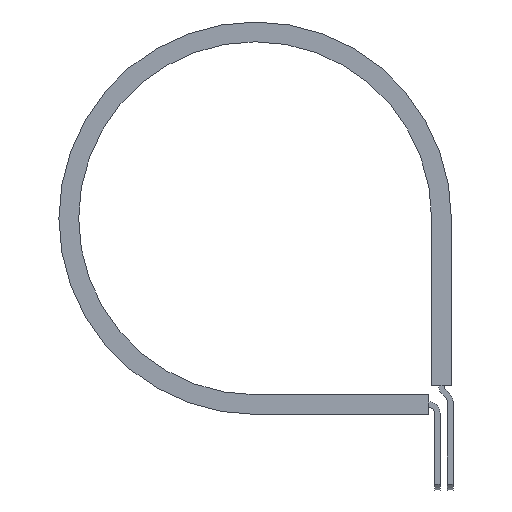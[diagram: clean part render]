
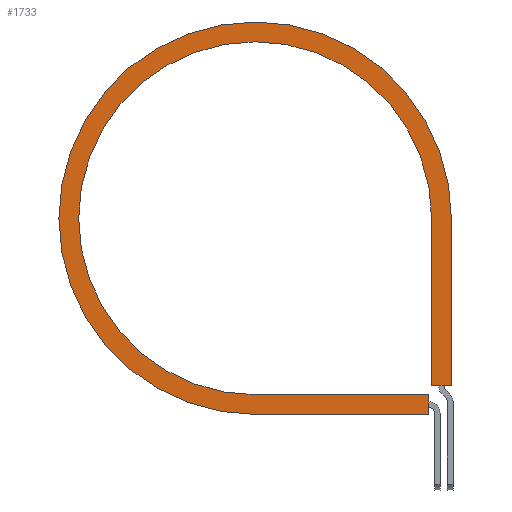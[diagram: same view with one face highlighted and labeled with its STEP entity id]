
A CAD part, front view. The second image highlights one B-rep face of the part: STEP entity #1733.
In plain terms, the highlighted planar face has unit normal (0, -1, 0).
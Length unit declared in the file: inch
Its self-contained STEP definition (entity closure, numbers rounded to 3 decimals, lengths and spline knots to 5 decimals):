
#7 = DIRECTION ( 'NONE',  ( 0., 0., 1. ) ) ;
#32 = CIRCLE ( 'NONE', #1639, 1.5 ) ;
#37 = EDGE_CURVE ( 'NONE', #904, #868, #606, .T. ) ;
#108 = CARTESIAN_POINT ( 'NONE',  ( 1.668, -0.31, 0. ) ) ;
#155 = VECTOR ( 'NONE', #1447, 39.37008 ) ;
#173 = EDGE_CURVE ( 'NONE', #1000, #819, #569, .T. ) ;
#186 = ORIENTED_EDGE ( 'NONE', *, *, #37, .F. ) ;
#226 = EDGE_CURVE ( 'NONE', #485, #904, #32, .T. ) ;
#243 = CARTESIAN_POINT ( 'NONE',  ( 1.5, -0.31, 0. ) ) ;
#296 = VECTOR ( 'NONE', #760, 39.37008 ) ;
#310 = EDGE_CURVE ( 'NONE', #1210, #1000, #1618, .T. ) ;
#320 = LINE ( 'NONE', #770, #1334 ) ;
#323 = CARTESIAN_POINT ( 'NONE',  ( 1.4747, -0.31, -1.668 ) ) ;
#327 = DIRECTION ( 'NONE',  ( 0., 0., -1. ) ) ;
#360 = AXIS2_PLACEMENT_3D ( 'NONE', #243, #1224, #401 ) ;
#382 = ORIENTED_EDGE ( 'NONE', *, *, #226, .F. ) ;
#387 = EDGE_LOOP ( 'NONE', ( #951, #917, #479, #1076, #838, #186, #382, #877 ) ) ;
#401 = DIRECTION ( 'NONE',  ( 1., 0., 0. ) ) ;
#456 = DIRECTION ( 'NONE',  ( 0., 0., -1. ) ) ;
#457 = EDGE_CURVE ( 'NONE', #485, #954, #1007, .T. ) ;
#468 = DIRECTION ( 'NONE',  ( 0., -1., 0. ) ) ;
#475 = EDGE_CURVE ( 'NONE', #1573, #954, #1136, .T. ) ;
#479 = ORIENTED_EDGE ( 'NONE', *, *, #310, .T. ) ;
#482 = EDGE_CURVE ( 'NONE', #1210, #1573, #320, .T. ) ;
#485 = VERTEX_POINT ( 'NONE', #1264 ) ;
#500 = EDGE_CURVE ( 'NONE', #819, #868, #1140, .T. ) ;
#564 = VECTOR ( 'NONE', #1574, 39.37008 ) ;
#569 = LINE ( 'NONE', #1365, #564 ) ;
#606 = LINE ( 'NONE', #1481, #296 ) ;
#614 = CARTESIAN_POINT ( 'NONE',  ( 0., -0.31, 0. ) ) ;
#636 = VECTOR ( 'NONE', #1064, 39.37008 ) ;
#682 = AXIS2_PLACEMENT_3D ( 'NONE', #614, #468, #327 ) ;
#737 = CARTESIAN_POINT ( 'NONE',  ( 0., -0.31, -1.668 ) ) ;
#760 = DIRECTION ( 'NONE',  ( 1., 0., 0. ) ) ;
#770 = CARTESIAN_POINT ( 'NONE',  ( 1.668, -0.31, 0. ) ) ;
#794 = CARTESIAN_POINT ( 'NONE',  ( 1.5, -0.31, -1.42565 ) ) ;
#808 = CARTESIAN_POINT ( 'NONE',  ( 1.5, -0.31, 0. ) ) ;
#819 = VERTEX_POINT ( 'NONE', #323 ) ;
#838 = ORIENTED_EDGE ( 'NONE', *, *, #500, .T. ) ;
#868 = VERTEX_POINT ( 'NONE', #1525 ) ;
#877 = ORIENTED_EDGE ( 'NONE', *, *, #457, .T. ) ;
#904 = VERTEX_POINT ( 'NONE', #1250 ) ;
#917 = ORIENTED_EDGE ( 'NONE', *, *, #482, .F. ) ;
#951 = ORIENTED_EDGE ( 'NONE', *, *, #475, .F. ) ;
#954 = VERTEX_POINT ( 'NONE', #996 ) ;
#996 = CARTESIAN_POINT ( 'NONE',  ( 1.5, -0.31, -1.42565 ) ) ;
#1000 = VERTEX_POINT ( 'NONE', #737 ) ;
#1007 = LINE ( 'NONE', #808, #155 ) ;
#1010 = VECTOR ( 'NONE', #7, 39.37008 ) ;
#1017 = CARTESIAN_POINT ( 'NONE',  ( 1.4747, -0.31, -1.5 ) ) ;
#1064 = DIRECTION ( 'NONE',  ( -1., 0., 0. ) ) ;
#1076 = ORIENTED_EDGE ( 'NONE', *, *, #173, .T. ) ;
#1136 = LINE ( 'NONE', #794, #636 ) ;
#1140 = LINE ( 'NONE', #1017, #1010 ) ;
#1210 = VERTEX_POINT ( 'NONE', #108 ) ;
#1224 = DIRECTION ( 'NONE',  ( 0., -1., 0. ) ) ;
#1250 = CARTESIAN_POINT ( 'NONE',  ( 0., -0.31, -1.5 ) ) ;
#1264 = CARTESIAN_POINT ( 'NONE',  ( 1.5, -0.31, 0. ) ) ;
#1322 = CARTESIAN_POINT ( 'NONE',  ( 1.668, -0.31, -1.42565 ) ) ;
#1334 = VECTOR ( 'NONE', #456, 39.37008 ) ;
#1349 = PLANE ( 'NONE',  #360 ) ;
#1365 = CARTESIAN_POINT ( 'NONE',  ( 0., -0.31, -1.668 ) ) ;
#1447 = DIRECTION ( 'NONE',  ( 0., 0., -1. ) ) ;
#1481 = CARTESIAN_POINT ( 'NONE',  ( 0., -0.31, -1.5 ) ) ;
#1497 = FACE_OUTER_BOUND ( 'NONE', #387, .T. ) ;
#1525 = CARTESIAN_POINT ( 'NONE',  ( 1.4747, -0.31, -1.5 ) ) ;
#1563 = CARTESIAN_POINT ( 'NONE',  ( 0., -0.31, 0. ) ) ;
#1573 = VERTEX_POINT ( 'NONE', #1322 ) ;
#1574 = DIRECTION ( 'NONE',  ( 1., 0., 0. ) ) ;
#1618 = CIRCLE ( 'NONE', #682, 1.668 ) ;
#1639 = AXIS2_PLACEMENT_3D ( 'NONE', #1563, #1674, #1669 ) ;
#1669 = DIRECTION ( 'NONE',  ( 0., 0., -1. ) ) ;
#1674 = DIRECTION ( 'NONE',  ( 0., -1., 0. ) ) ;
#1733 = ADVANCED_FACE ( 'NONE', ( #1497 ), #1349, .T. ) ;
